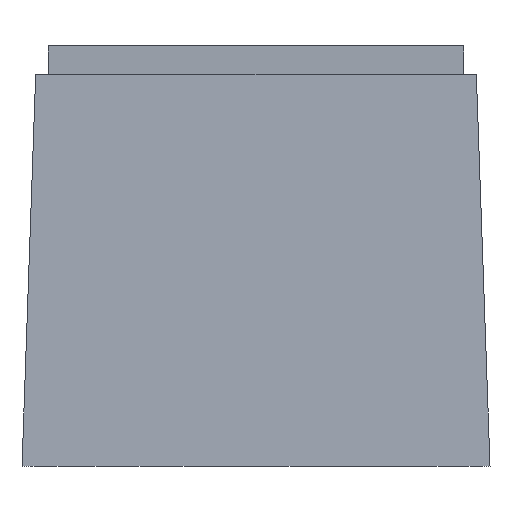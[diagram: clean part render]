
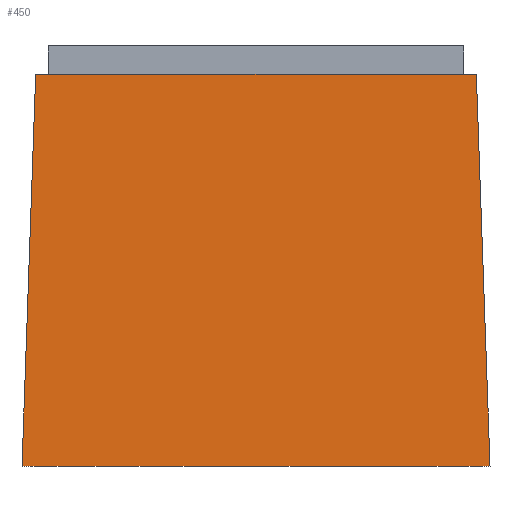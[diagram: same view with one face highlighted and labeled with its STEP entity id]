
A CAD part, front view. The second image highlights one B-rep face of the part: STEP entity #450.
In plain terms, the highlighted planar face has unit normal (0, -0.999, 0.035).
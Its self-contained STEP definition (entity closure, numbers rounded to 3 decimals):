
#223=LINE('',#3511,#336);
#228=LINE('',#3521,#341);
#230=LINE('',#3525,#343);
#231=LINE('',#3527,#344);
#336=VECTOR('',#2187,1.);
#341=VECTOR('',#2196,1.);
#343=VECTOR('',#2200,1.);
#344=VECTOR('',#2201,1.);
#450=ADVANCED_FACE('',(#628),#534,.F.);
#534=PLANE('',#1926);
#628=FACE_OUTER_BOUND('',#742,.T.);
#742=EDGE_LOOP('',(#1219,#1220,#1221,#1222));
#1219=ORIENTED_EDGE('',*,*,#1657,.F.);
#1220=ORIENTED_EDGE('',*,*,#1662,.T.);
#1221=ORIENTED_EDGE('',*,*,#1664,.T.);
#1222=ORIENTED_EDGE('',*,*,#1665,.T.);
#1413=VERTEX_POINT('',#3510);
#1414=VERTEX_POINT('',#3512);
#1417=VERTEX_POINT('',#3522);
#1418=VERTEX_POINT('',#3526);
#1657=EDGE_CURVE('',#1413,#1414,#223,.T.);
#1662=EDGE_CURVE('',#1413,#1417,#228,.T.);
#1664=EDGE_CURVE('',#1417,#1418,#230,.T.);
#1665=EDGE_CURVE('',#1418,#1414,#231,.T.);
#1926=AXIS2_PLACEMENT_3D('',#3528,#2202,#2203);
#2187=DIRECTION('',(-1.,0.,0.));
#2196=DIRECTION('',(-0.035,0.035,0.999));
#2200=DIRECTION('',(-1.,0.,0.));
#2201=DIRECTION('',(-0.035,-0.035,-0.999));
#2202=DIRECTION('',(0.,0.999,-0.035));
#2203=DIRECTION('',(0.,-0.035,-0.999));
#3510=CARTESIAN_POINT('',(9.857,-9.857,-0.2));
#3511=CARTESIAN_POINT('',(11.,-9.857,-0.2));
#3512=CARTESIAN_POINT('',(-9.857,-9.857,-0.2));
#3521=CARTESIAN_POINT('',(9.832,-9.832,0.523));
#3522=CARTESIAN_POINT('',(9.281,-9.281,16.3));
#3525=CARTESIAN_POINT('',(-8.9,-9.281,16.3));
#3526=CARTESIAN_POINT('',(-9.281,-9.281,16.3));
#3527=CARTESIAN_POINT('',(-9.296,-9.296,15.858));
#3528=CARTESIAN_POINT('',(11.,-9.733,3.357));
